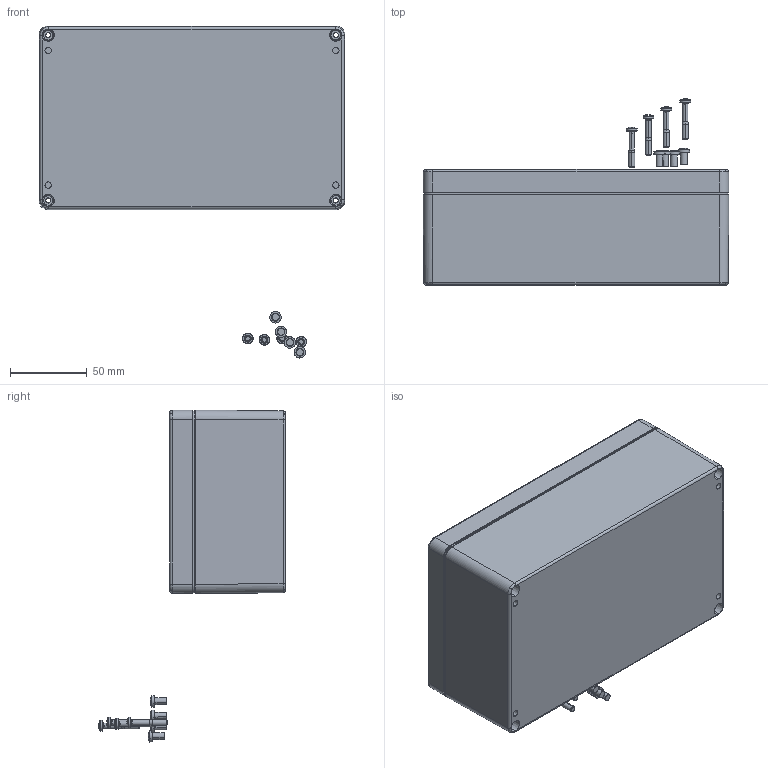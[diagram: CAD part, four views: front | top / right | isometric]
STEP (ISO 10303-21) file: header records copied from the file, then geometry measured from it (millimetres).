
FILE_DESCRIPTION(('FreeCAD Model'),'2;1');
FILE_NAME('20012075.STEP', '2026-03-24T15:29:39',('Author'),(''), 'Open CASCADE STEP processor 7.3','FreeCAD','Unknown');
FILE_SCHEMA(('AUTOMOTIVE_DESIGN { 1 0 10303 214 1 1 1 1 }'));
Length unit declared in the file: millimetre
Products named in the file (9): 20012075; 51005_Standard; 93214_WN1442_D4,5x7,011; 5200.009.0_Standard003; 82002_im_Deckel_eingebaut; 31084_Standard001; 31090-Einpressbuchse_Standard003; 31084_Standard; 32084_Standard
Assembly tree (17 placements, depth 3):
  20012075
    51005_Standard
      93214_WN1442_D4,5x7,011  x4
      5200.009.0_Standard003  x4
    82002_im_Deckel_eingebaut
    31084_Standard001
      31090-Einpressbuchse_Standard003  x4
      31084_Standard
    32084_Standard
Bounding box: 200 x 122 x 217 mm (x, y, z)
Volume: 310508.7 mm3; surface area: 211601.2 mm2
Topology: 15 solids, 15 shells, 1584 faces, 3836 edges, 2338 vertices
Faces by surface type: plane 623, cylinder 275, bspline 244, cone 242, torus 184, revolution 8, sphere 8
Entity records: 44034 total; most frequent: CARTESIAN_POINT 18346, ORIENTED_EDGE 5420, DIRECTION 5012, EDGE_CURVE 2710, AXIS2_PLACEMENT_3D 1950, VERTEX_POINT 1624, FACE_BOUND 1244, EDGE_LOOP 1244
